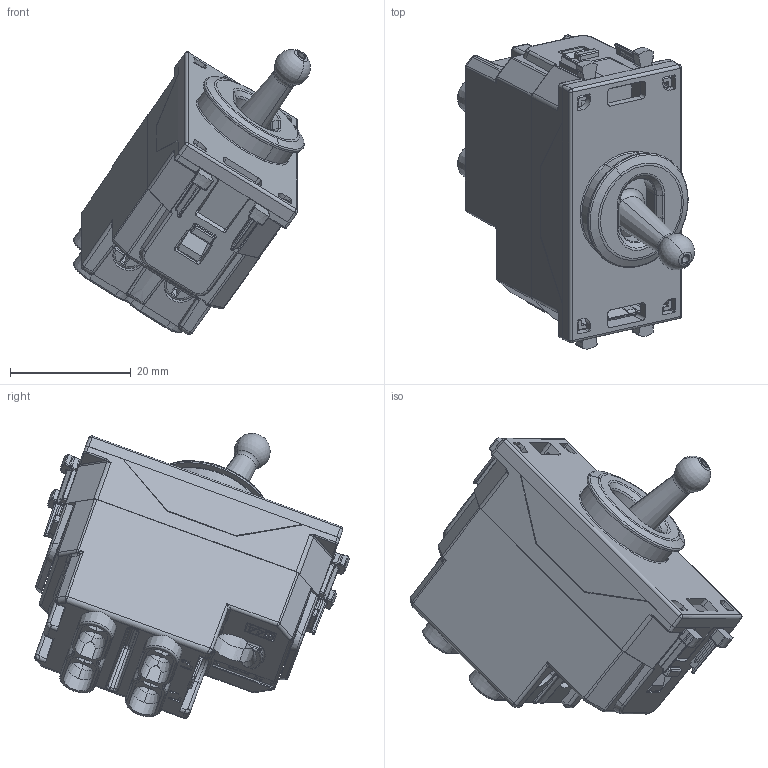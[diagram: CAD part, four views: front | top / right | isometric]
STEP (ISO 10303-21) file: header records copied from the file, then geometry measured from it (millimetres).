
FILE_DESCRIPTION(('CATIA V5 STEP Exchange'),'2;1');
FILE_NAME('444010OT_20A.stp','2024-03-28T07:34:24+00:00',('none'),('none'),'CATIA Version 5-6 Release 2016 SP6','CATIA V5 STEP AP203','none');
FILE_SCHEMA(('CONFIG_CONTROL_DESIGN'));
Products named in the file (1): STEP
Assembly tree (19 placements, depth 2):
  STEP
    #57
    #39609  x4
    #41522  x2
    #42388
    #90624
    #98149
    #107609
    #108251
    #109502
    #117754  x2
    #119441  x2
    #120486  x2
Bounding box: 39.31 x 52.17 x 47.32 mm (x, y, z)
Volume: 15902.3 mm3; surface area: 26052.9 mm2
Topology: 21 solids, 21 shells, 3541 faces, 9528 edges, 5895 vertices
Faces by surface type: plane 1694, cylinder 1037, bspline 296, cone 236, torus 136, sphere 112, extrusion 24, revolution 6
Entity records: 122428 total; most frequent: CARTESIAN_POINT 52892, ORIENTED_EDGE 16860, DIRECTION 10113, EDGE_CURVE 8430, VERTEX_POINT 5276, VECTOR 4280, LINE 4256, AXIS2_PLACEMENT_3D 3478
